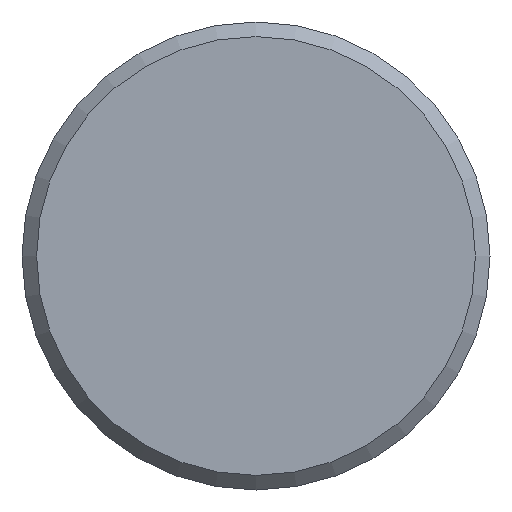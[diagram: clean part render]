
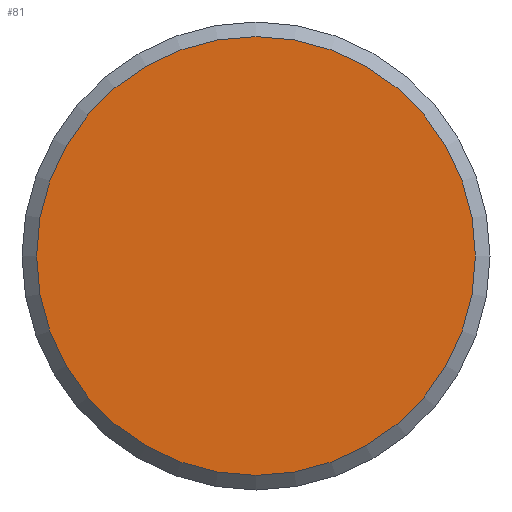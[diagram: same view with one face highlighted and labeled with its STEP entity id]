
A CAD part, front view. The second image highlights one B-rep face of the part: STEP entity #81.
In plain terms, the highlighted planar face has unit normal (0, -1, 0).
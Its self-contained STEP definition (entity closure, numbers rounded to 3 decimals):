
#81 = ADVANCED_FACE( '', ( #188 ), #189, .F. );
#188 = FACE_OUTER_BOUND( '', #324, .T. );
#189 = PLANE( '', #325 );
#324 = EDGE_LOOP( '', ( #482 ) );
#325 = AXIS2_PLACEMENT_3D( '', #483, #484, #485 );
#482 = ORIENTED_EDGE( '', *, *, #717, .T. );
#483 = CARTESIAN_POINT( '', ( 15., 0., 0. ) );
#484 = DIRECTION( '', ( 0., 1., 0. ) );
#485 = DIRECTION( '', ( 0., 0., 1. ) );
#717 = EDGE_CURVE( '', #834, #834, #835, .T. );
#834 = VERTEX_POINT( '', #1013 );
#835 = CIRCLE( '', #1014, 15. );
#1013 = CARTESIAN_POINT( '', ( 0., 0., -15. ) );
#1014 = AXIS2_PLACEMENT_3D( '', #1234, #1235, #1236 );
#1234 = CARTESIAN_POINT( '', ( 0., 0., 0. ) );
#1235 = DIRECTION( '', ( 0., -1., 0. ) );
#1236 = DIRECTION( '', ( 0., 0., -1. ) );
